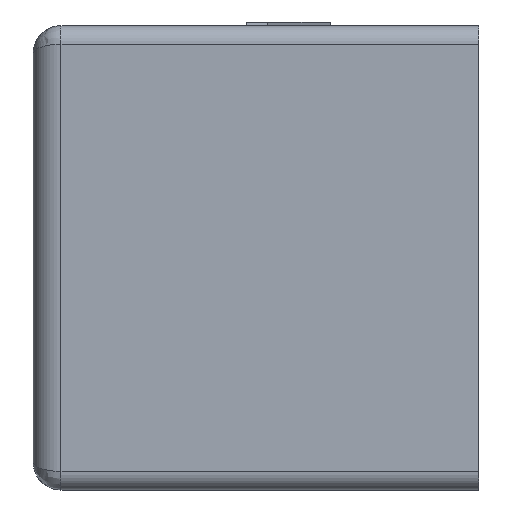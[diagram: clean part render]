
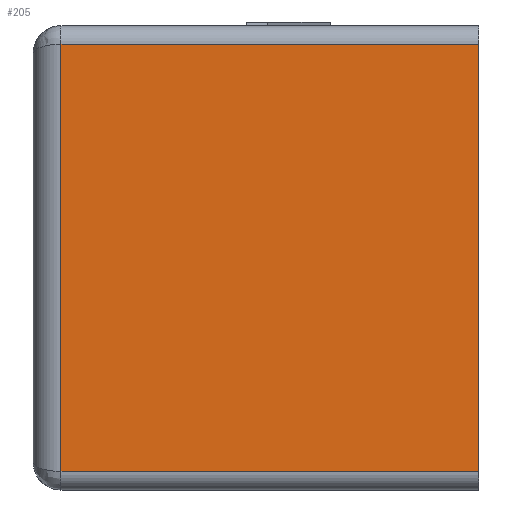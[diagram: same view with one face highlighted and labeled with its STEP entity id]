
A CAD part, left-side view. The second image highlights one B-rep face of the part: STEP entity #205.
In plain terms, the highlighted planar face has unit normal (-1, 0, 0).
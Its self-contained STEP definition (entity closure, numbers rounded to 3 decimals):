
#205 = ADVANCED_FACE( '', ( #576 ), #577, .T. );
#576 = FACE_OUTER_BOUND( '', #1292, .T. );
#577 = PLANE( '', #1293 );
#1292 = EDGE_LOOP( '', ( #2793, #2794, #2795, #2796 ) );
#1293 = AXIS2_PLACEMENT_3D( '', #2797, #2798, #2799 );
#2793 = ORIENTED_EDGE( '', *, *, #3592, .T. );
#2794 = ORIENTED_EDGE( '', *, *, #3568, .T. );
#2795 = ORIENTED_EDGE( '', *, *, #3591, .T. );
#2796 = ORIENTED_EDGE( '', *, *, #3512, .F. );
#2797 = CARTESIAN_POINT( '', ( -14.5, 24., -12.5 ) );
#2798 = DIRECTION( '', ( -1., 0., 0. ) );
#2799 = DIRECTION( '', ( 0., 1., 0. ) );
#3512 = EDGE_CURVE( '', #4157, #4159, #4160, .T. );
#3568 = EDGE_CURVE( '', #4255, #4260, #4262, .F. );
#3591 = EDGE_CURVE( '', #4260, #4159, #4295, .T. );
#3592 = EDGE_CURVE( '', #4157, #4255, #4296, .F. );
#4157 = VERTEX_POINT( '', #5141 );
#4159 = VERTEX_POINT( '', #5143 );
#4160 = LINE( '', #5144, #5145 );
#4255 = VERTEX_POINT( '', #5285 );
#4260 = VERTEX_POINT( '', #5291 );
#4262 = LINE( '', #5293, #5294 );
#4295 = LINE( '', #5336, #5337 );
#4296 = LINE( '', #5338, #5339 );
#5141 = CARTESIAN_POINT( '', ( -14.5, 0., 11.5 ) );
#5143 = CARTESIAN_POINT( '', ( -14.5, 0., -11.5 ) );
#5144 = CARTESIAN_POINT( '', ( -14.5, 0., -12.5 ) );
#5145 = VECTOR( '', #6174, 1000. );
#5285 = CARTESIAN_POINT( '', ( -14.5, 22.5, 11.5 ) );
#5291 = CARTESIAN_POINT( '', ( -14.5, 22.5, -11.5 ) );
#5293 = CARTESIAN_POINT( '', ( -14.5, 22.5, -12.5 ) );
#5294 = VECTOR( '', #6248, 1000. );
#5336 = CARTESIAN_POINT( '', ( -14.5, 24., -11.5 ) );
#5337 = VECTOR( '', #6297, 1000. );
#5338 = CARTESIAN_POINT( '', ( -14.5, 24., 11.5 ) );
#5339 = VECTOR( '', #6298, 1000. );
#6174 = DIRECTION( '', ( 0., 0., -1. ) );
#6248 = DIRECTION( '', ( 0., 0., 1. ) );
#6297 = DIRECTION( '', ( 0., -1., 0. ) );
#6298 = DIRECTION( '', ( 0., -1., 0. ) );
